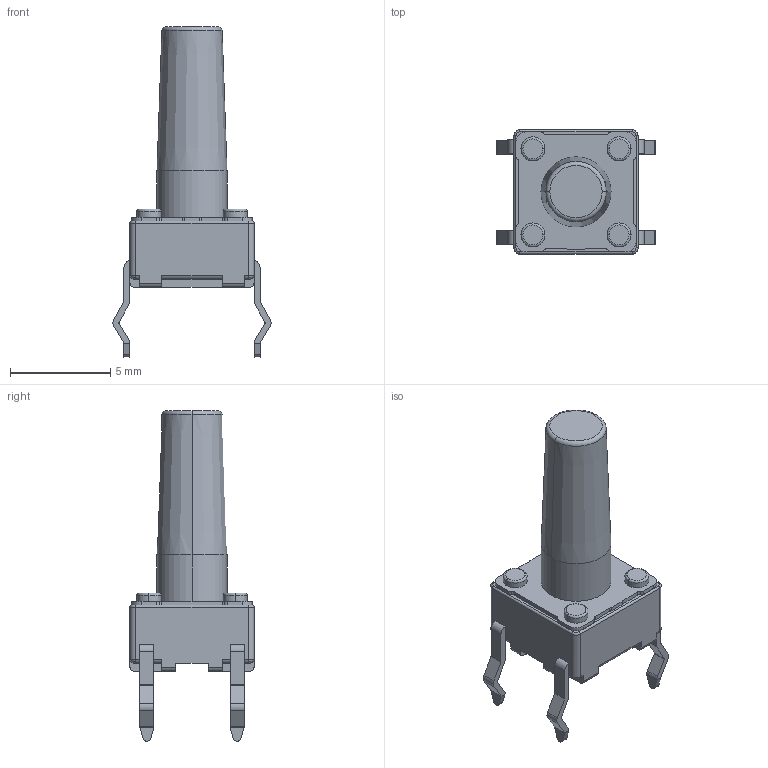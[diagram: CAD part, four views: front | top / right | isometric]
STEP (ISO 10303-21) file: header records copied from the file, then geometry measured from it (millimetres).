
FILE_DESCRIPTION((''),'2;1');
FILE_NAME('Template.stp','2013-09-26T10:56:03',(''),(''),'Mechanical Desktop 2011','Mechanical Desktop 2011',', , ');
FILE_SCHEMA(('AUTOMOTIVE_DESIGN { 1 2 10303 214 1 1 1 1 }'));
Length unit declared in the file: millimetre
Products named in the file (1): Product
Bounding box: 7.9 x 6.2 x 16.5 mm (x, y, z)
Volume: 211.6 mm3; surface area: 402.5 mm2
Topology: 11 solids, 11 shells, 214 faces, 532 edges, 340 vertices
Faces by surface type: plane 82, cylinder 74, bspline 42, torus 14, cone 2
Entity records: 6730 total; most frequent: CARTESIAN_POINT 1549, DIRECTION 1084, ORIENTED_EDGE 1064, EDGE_CURVE 532, AXIS2_PLACEMENT_3D 379, VERTEX_POINT 340, VECTOR 326, LINE 326
